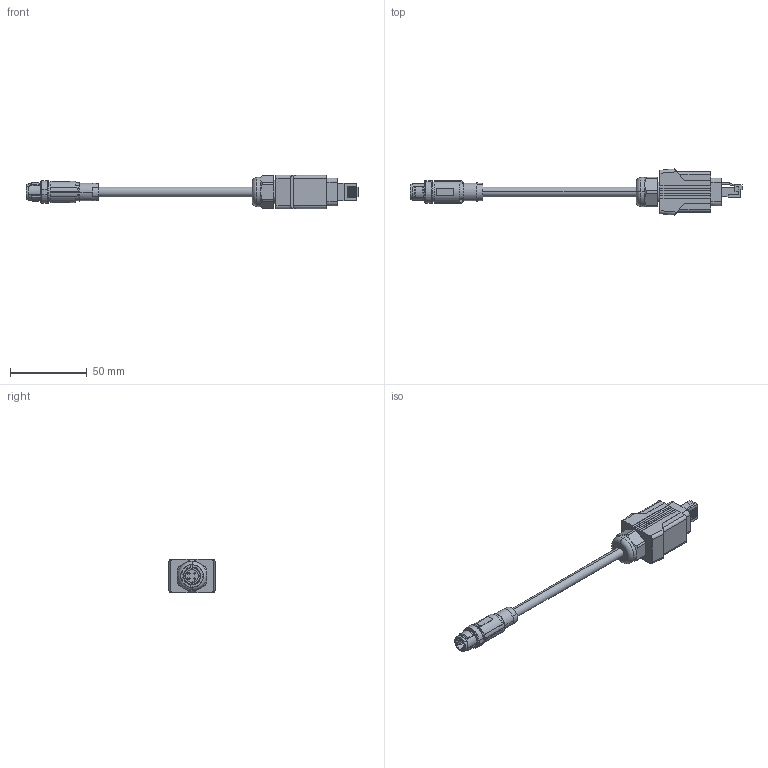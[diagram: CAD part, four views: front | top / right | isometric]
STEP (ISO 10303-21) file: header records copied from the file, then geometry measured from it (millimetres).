
FILE_DESCRIPTION(('SolidDesigner STEP Export'),'2;1');
FILE_NAME('1407371_NBC_MSD_10.0_93E_R4RC_SCO-select.stp','2013-04-23T 9:34:21',(''),(''),'Creo Elements/Direct Modeling STEP processor for AP214 (Solid Model)','Creo Elements/Direct Modeling 18.1 06-May-2012 (C) Parametric Technology GmbH','');
FILE_SCHEMA(('AUTOMOTIVE_DESIGN { 1 0 10303 214 1 1 1 1 }'));
Length unit declared in the file: millimetre
Products named in the file (1): 1407371_NBC_MSD_10.0_93E_R4RC_SCO-select
Bounding box: 216.1 x 30.01 x 22 mm (x, y, z)
Volume: 35946.9 mm3; surface area: 11351.9 mm2
Topology: 1 solids, 1 shells, 374 faces, 1003 edges, 651 vertices
Faces by surface type: plane 236, cylinder 75, cone 30, bspline 23, extrusion 8, torus 2
Entity records: 21352 total; most frequent: CARTESIAN_POINT 9554, ORIENTED_EDGE 2006, DIRECTION 1527, EDGE_CURVE 1003, VERTEX_POINT 651, VECTOR 641, LINE 633, AXIS2_PLACEMENT_3D 443
